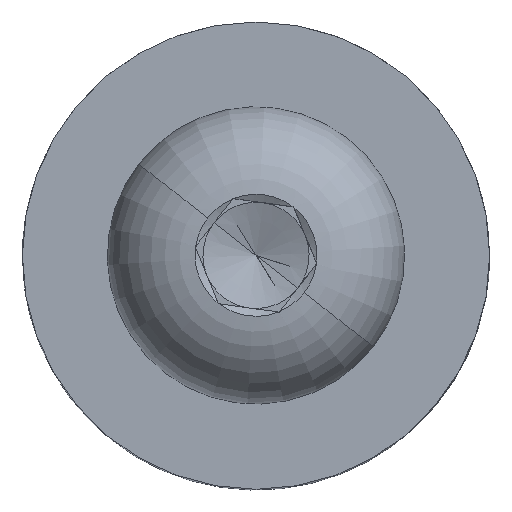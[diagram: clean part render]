
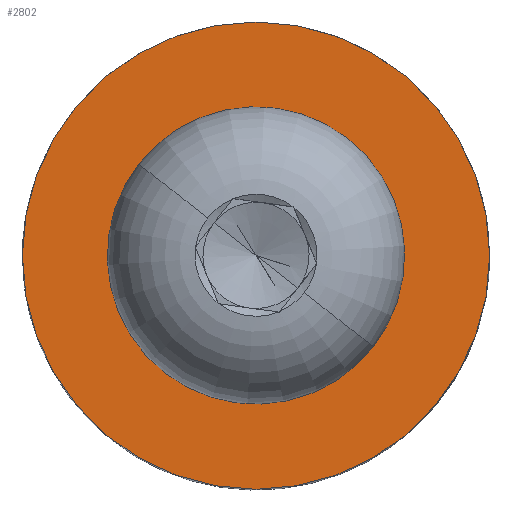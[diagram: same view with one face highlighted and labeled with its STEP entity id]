
A CAD part, top view. The second image highlights one B-rep face of the part: STEP entity #2802.
In plain terms, the highlighted planar face has unit normal (0, 0, 1).
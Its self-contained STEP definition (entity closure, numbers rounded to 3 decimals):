
#79 = DIRECTION ( 'NONE',  ( 1., 0., 0. ) ) ;
#132 = CARTESIAN_POINT ( 'NONE',  ( 0., 0., 30. ) ) ;
#161 = ORIENTED_EDGE ( 'NONE', *, *, #1470, .T. ) ;
#223 = DIRECTION ( 'NONE',  ( 1., 0., 0. ) ) ;
#363 = CIRCLE ( 'NONE', #2631, 4.75 ) ;
#405 = EDGE_CURVE ( 'NONE', #803, #985, #363, .T. ) ;
#409 = VERTEX_POINT ( 'NONE', #1692 ) ;
#426 = EDGE_LOOP ( 'NONE', ( #2891, #2700 ) ) ;
#431 = DIRECTION ( 'NONE',  ( 0., 0., -1. ) ) ;
#501 = AXIS2_PLACEMENT_3D ( 'NONE', #798, #2534, #1698 ) ;
#777 = DIRECTION ( 'NONE',  ( 1., 0., 0. ) ) ;
#798 = CARTESIAN_POINT ( 'NONE',  ( 0., 0., 30. ) ) ;
#803 = VERTEX_POINT ( 'NONE', #2381 ) ;
#923 = CARTESIAN_POINT ( 'NONE',  ( 0., 0., 30. ) ) ;
#985 = VERTEX_POINT ( 'NONE', #1133 ) ;
#1031 = FACE_OUTER_BOUND ( 'NONE', #2477, .T. ) ;
#1082 = EDGE_CURVE ( 'NONE', #985, #803, #2016, .T. ) ;
#1133 = CARTESIAN_POINT ( 'NONE',  ( -4.75, 0., 30. ) ) ;
#1210 = CARTESIAN_POINT ( 'NONE',  ( 0., 0., 30. ) ) ;
#1231 = CARTESIAN_POINT ( 'NONE',  ( 11., 0., 30. ) ) ;
#1389 = AXIS2_PLACEMENT_3D ( 'NONE', #2024, #431, #223 ) ;
#1470 = EDGE_CURVE ( 'NONE', #409, #2723, #1709, .T. ) ;
#1642 = DIRECTION ( 'NONE',  ( 1., 0., 0. ) ) ;
#1692 = CARTESIAN_POINT ( 'NONE',  ( -11., 0., 30. ) ) ;
#1698 = DIRECTION ( 'NONE',  ( 1., 0., 0. ) ) ;
#1709 = CIRCLE ( 'NONE', #2120, 11. ) ;
#1745 = AXIS2_PLACEMENT_3D ( 'NONE', #1210, #2795, #777 ) ;
#2016 = CIRCLE ( 'NONE', #1389, 4.75 ) ;
#2024 = CARTESIAN_POINT ( 'NONE',  ( 0., 0., 30. ) ) ;
#2120 = AXIS2_PLACEMENT_3D ( 'NONE', #923, #2294, #1642 ) ;
#2191 = ORIENTED_EDGE ( 'NONE', *, *, #2495, .T. ) ;
#2294 = DIRECTION ( 'NONE',  ( 0., 0., 1. ) ) ;
#2381 = CARTESIAN_POINT ( 'NONE',  ( 4.75, 0., 30. ) ) ;
#2404 = DIRECTION ( 'NONE',  ( 0., 0., -1. ) ) ;
#2477 = EDGE_LOOP ( 'NONE', ( #161, #2191 ) ) ;
#2495 = EDGE_CURVE ( 'NONE', #2723, #409, #2769, .T. ) ;
#2534 = DIRECTION ( 'NONE',  ( 0., 0., 1. ) ) ;
#2631 = AXIS2_PLACEMENT_3D ( 'NONE', #132, #2404, #79 ) ;
#2700 = ORIENTED_EDGE ( 'NONE', *, *, #1082, .T. ) ;
#2723 = VERTEX_POINT ( 'NONE', #1231 ) ;
#2769 = CIRCLE ( 'NONE', #1745, 11. ) ;
#2795 = DIRECTION ( 'NONE',  ( 0., 0., 1. ) ) ;
#2802 = ADVANCED_FACE ( 'NONE', ( #2818, #1031 ), #2837, .T. ) ;
#2818 = FACE_BOUND ( 'NONE', #426, .T. ) ;
#2837 = PLANE ( 'NONE',  #501 ) ;
#2891 = ORIENTED_EDGE ( 'NONE', *, *, #405, .T. ) ;
